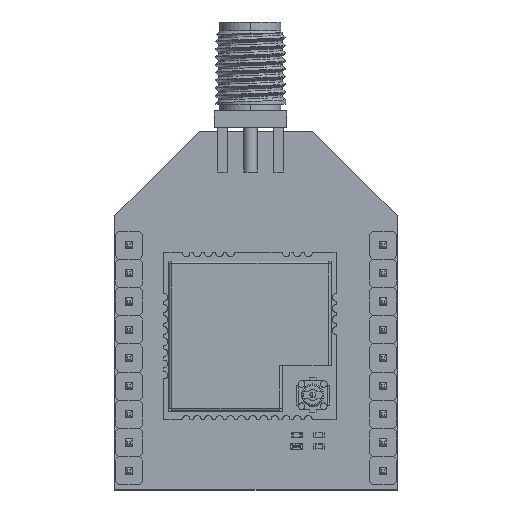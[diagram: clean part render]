
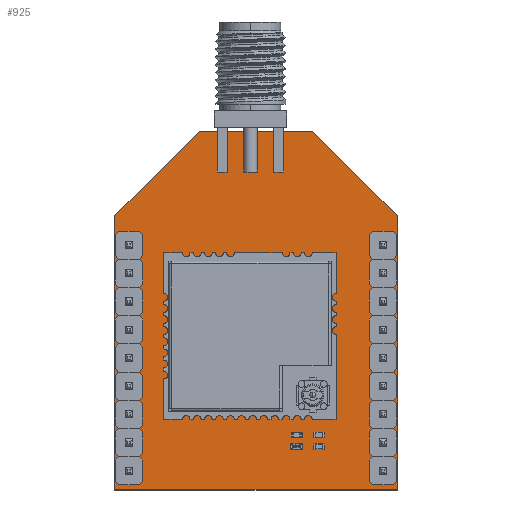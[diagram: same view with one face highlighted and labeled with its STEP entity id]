
A CAD part, top view. The second image highlights one B-rep face of the part: STEP entity #925.
In plain terms, the highlighted planar face has unit normal (0, 0, 1).
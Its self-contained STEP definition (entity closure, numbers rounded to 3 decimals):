
#84 = VERTEX_POINT('',#85);
#85 = CARTESIAN_POINT('',(0.,0.,1.22));
#91 = EDGE_CURVE('',#84,#92,#94,.T.);
#92 = VERTEX_POINT('',#93);
#93 = CARTESIAN_POINT('',(0.,24.7,1.22));
#94 = LINE('',#95,#96);
#95 = CARTESIAN_POINT('',(0.,0.,1.22));
#96 = VECTOR('',#97,1.);
#97 = DIRECTION('',(0.,1.,0.));
#122 = EDGE_CURVE('',#92,#123,#125,.T.);
#123 = VERTEX_POINT('',#124);
#124 = CARTESIAN_POINT('',(7.6,32.3,1.22));
#125 = LINE('',#126,#127);
#126 = CARTESIAN_POINT('',(0.,24.7,1.22));
#127 = VECTOR('',#128,1.);
#128 = DIRECTION('',(0.707,0.707,0.));
#153 = EDGE_CURVE('',#123,#154,#156,.T.);
#154 = VERTEX_POINT('',#155);
#155 = CARTESIAN_POINT('',(17.8,32.3,1.22));
#156 = LINE('',#157,#158);
#157 = CARTESIAN_POINT('',(7.6,32.3,1.22));
#158 = VECTOR('',#159,1.);
#159 = DIRECTION('',(1.,0.,0.));
#184 = EDGE_CURVE('',#154,#185,#187,.T.);
#185 = VERTEX_POINT('',#186);
#186 = CARTESIAN_POINT('',(25.4,24.7,1.22));
#187 = LINE('',#188,#189);
#188 = CARTESIAN_POINT('',(17.8,32.3,1.22));
#189 = VECTOR('',#190,1.);
#190 = DIRECTION('',(0.707,-0.707,0.));
#215 = EDGE_CURVE('',#185,#216,#218,.T.);
#216 = VERTEX_POINT('',#217);
#217 = CARTESIAN_POINT('',(25.4,0.,1.22));
#218 = LINE('',#219,#220);
#219 = CARTESIAN_POINT('',(25.4,24.7,1.22));
#220 = VECTOR('',#221,1.);
#221 = DIRECTION('',(0.,-1.,0.));
#246 = EDGE_CURVE('',#216,#84,#247,.T.);
#247 = LINE('',#248,#249);
#248 = CARTESIAN_POINT('',(25.4,0.,1.22));
#249 = VECTOR('',#250,1.);
#250 = DIRECTION('',(-1.,0.,0.));
#270 = VERTEX_POINT('',#271);
#271 = CARTESIAN_POINT('',(1.855,6.8,1.22));
#277 = EDGE_CURVE('',#270,#270,#278,.T.);
#278 = CIRCLE('',#279,0.585);
#279 = AXIS2_PLACEMENT_3D('',#280,#281,#282);
#280 = CARTESIAN_POINT('',(1.27,6.8,1.22));
#281 = DIRECTION('',(0.,0.,1.));
#282 = DIRECTION('',(1.,0.,0.));
#303 = VERTEX_POINT('',#304);
#304 = CARTESIAN_POINT('',(1.855,9.34,1.22));
#310 = EDGE_CURVE('',#303,#303,#311,.T.);
#311 = CIRCLE('',#312,0.585);
#312 = AXIS2_PLACEMENT_3D('',#313,#314,#315);
#313 = CARTESIAN_POINT('',(1.27,9.34,1.22));
#314 = DIRECTION('',(0.,0.,1.));
#315 = DIRECTION('',(1.,0.,0.));
#336 = VERTEX_POINT('',#337);
#337 = CARTESIAN_POINT('',(1.855,1.72,1.22));
#343 = EDGE_CURVE('',#336,#336,#344,.T.);
#344 = CIRCLE('',#345,0.585);
#345 = AXIS2_PLACEMENT_3D('',#346,#347,#348);
#346 = CARTESIAN_POINT('',(1.27,1.72,1.22));
#347 = DIRECTION('',(0.,0.,1.));
#348 = DIRECTION('',(1.,0.,0.));
#369 = VERTEX_POINT('',#370);
#370 = CARTESIAN_POINT('',(1.855,4.26,1.22));
#376 = EDGE_CURVE('',#369,#369,#377,.T.);
#377 = CIRCLE('',#378,0.585);
#378 = AXIS2_PLACEMENT_3D('',#379,#380,#381);
#379 = CARTESIAN_POINT('',(1.27,4.26,1.22));
#380 = DIRECTION('',(0.,0.,1.));
#381 = DIRECTION('',(1.,0.,0.));
#402 = VERTEX_POINT('',#403);
#403 = CARTESIAN_POINT('',(1.855,19.5,1.22));
#409 = EDGE_CURVE('',#402,#402,#410,.T.);
#410 = CIRCLE('',#411,0.585);
#411 = AXIS2_PLACEMENT_3D('',#412,#413,#414);
#412 = CARTESIAN_POINT('',(1.27,19.5,1.22));
#413 = DIRECTION('',(0.,0.,1.));
#414 = DIRECTION('',(1.,0.,0.));
#435 = VERTEX_POINT('',#436);
#436 = CARTESIAN_POINT('',(1.855,22.04,1.22));
#442 = EDGE_CURVE('',#435,#435,#443,.T.);
#443 = CIRCLE('',#444,0.585);
#444 = AXIS2_PLACEMENT_3D('',#445,#446,#447);
#445 = CARTESIAN_POINT('',(1.27,22.04,1.22));
#446 = DIRECTION('',(0.,0.,1.));
#447 = DIRECTION('',(1.,0.,0.));
#468 = VERTEX_POINT('',#469);
#469 = CARTESIAN_POINT('',(1.855,11.88,1.22));
#475 = EDGE_CURVE('',#468,#468,#476,.T.);
#476 = CIRCLE('',#477,0.585);
#477 = AXIS2_PLACEMENT_3D('',#478,#479,#480);
#478 = CARTESIAN_POINT('',(1.27,11.88,1.22));
#479 = DIRECTION('',(0.,0.,1.));
#480 = DIRECTION('',(1.,0.,0.));
#501 = VERTEX_POINT('',#502);
#502 = CARTESIAN_POINT('',(1.855,16.96,1.22));
#508 = EDGE_CURVE('',#501,#501,#509,.T.);
#509 = CIRCLE('',#510,0.585);
#510 = AXIS2_PLACEMENT_3D('',#511,#512,#513);
#511 = CARTESIAN_POINT('',(1.27,16.96,1.22));
#512 = DIRECTION('',(0.,0.,1.));
#513 = DIRECTION('',(1.,0.,0.));
#534 = VERTEX_POINT('',#535);
#535 = CARTESIAN_POINT('',(1.855,14.42,1.22));
#541 = EDGE_CURVE('',#534,#534,#542,.T.);
#542 = CIRCLE('',#543,0.585);
#543 = AXIS2_PLACEMENT_3D('',#544,#545,#546);
#544 = CARTESIAN_POINT('',(1.27,14.42,1.22));
#545 = DIRECTION('',(0.,0.,1.));
#546 = DIRECTION('',(1.,0.,0.));
#567 = VERTEX_POINT('',#568);
#568 = CARTESIAN_POINT('',(24.715,6.8,1.22));
#574 = EDGE_CURVE('',#567,#567,#575,.T.);
#575 = CIRCLE('',#576,0.585);
#576 = AXIS2_PLACEMENT_3D('',#577,#578,#579);
#577 = CARTESIAN_POINT('',(24.13,6.8,1.22));
#578 = DIRECTION('',(0.,0.,1.));
#579 = DIRECTION('',(1.,0.,0.));
#600 = VERTEX_POINT('',#601);
#601 = CARTESIAN_POINT('',(24.715,9.34,1.22));
#607 = EDGE_CURVE('',#600,#600,#608,.T.);
#608 = CIRCLE('',#609,0.585);
#609 = AXIS2_PLACEMENT_3D('',#610,#611,#612);
#610 = CARTESIAN_POINT('',(24.13,9.34,1.22));
#611 = DIRECTION('',(0.,0.,1.));
#612 = DIRECTION('',(1.,0.,0.));
#633 = VERTEX_POINT('',#634);
#634 = CARTESIAN_POINT('',(24.715,1.72,1.22));
#640 = EDGE_CURVE('',#633,#633,#641,.T.);
#641 = CIRCLE('',#642,0.585);
#642 = AXIS2_PLACEMENT_3D('',#643,#644,#645);
#643 = CARTESIAN_POINT('',(24.13,1.72,1.22));
#644 = DIRECTION('',(0.,0.,1.));
#645 = DIRECTION('',(1.,0.,0.));
#666 = VERTEX_POINT('',#667);
#667 = CARTESIAN_POINT('',(24.715,4.26,1.22));
#673 = EDGE_CURVE('',#666,#666,#674,.T.);
#674 = CIRCLE('',#675,0.585);
#675 = AXIS2_PLACEMENT_3D('',#676,#677,#678);
#676 = CARTESIAN_POINT('',(24.13,4.26,1.22));
#677 = DIRECTION('',(0.,0.,1.));
#678 = DIRECTION('',(1.,0.,0.));
#699 = VERTEX_POINT('',#700);
#700 = CARTESIAN_POINT('',(24.715,19.5,1.22));
#706 = EDGE_CURVE('',#699,#699,#707,.T.);
#707 = CIRCLE('',#708,0.585);
#708 = AXIS2_PLACEMENT_3D('',#709,#710,#711);
#709 = CARTESIAN_POINT('',(24.13,19.5,1.22));
#710 = DIRECTION('',(0.,0.,1.));
#711 = DIRECTION('',(1.,0.,0.));
#732 = VERTEX_POINT('',#733);
#733 = CARTESIAN_POINT('',(24.715,22.04,1.22));
#739 = EDGE_CURVE('',#732,#732,#740,.T.);
#740 = CIRCLE('',#741,0.585);
#741 = AXIS2_PLACEMENT_3D('',#742,#743,#744);
#742 = CARTESIAN_POINT('',(24.13,22.04,1.22));
#743 = DIRECTION('',(0.,0.,1.));
#744 = DIRECTION('',(1.,0.,0.));
#765 = VERTEX_POINT('',#766);
#766 = CARTESIAN_POINT('',(24.715,11.88,1.22));
#772 = EDGE_CURVE('',#765,#765,#773,.T.);
#773 = CIRCLE('',#774,0.585);
#774 = AXIS2_PLACEMENT_3D('',#775,#776,#777);
#775 = CARTESIAN_POINT('',(24.13,11.88,1.22));
#776 = DIRECTION('',(0.,0.,1.));
#777 = DIRECTION('',(1.,0.,0.));
#798 = VERTEX_POINT('',#799);
#799 = CARTESIAN_POINT('',(24.715,16.96,1.22));
#805 = EDGE_CURVE('',#798,#798,#806,.T.);
#806 = CIRCLE('',#807,0.585);
#807 = AXIS2_PLACEMENT_3D('',#808,#809,#810);
#808 = CARTESIAN_POINT('',(24.13,16.96,1.22));
#809 = DIRECTION('',(0.,0.,1.));
#810 = DIRECTION('',(1.,0.,0.));
#831 = VERTEX_POINT('',#832);
#832 = CARTESIAN_POINT('',(24.715,14.42,1.22));
#838 = EDGE_CURVE('',#831,#831,#839,.T.);
#839 = CIRCLE('',#840,0.585);
#840 = AXIS2_PLACEMENT_3D('',#841,#842,#843);
#841 = CARTESIAN_POINT('',(24.13,14.42,1.22));
#842 = DIRECTION('',(0.,0.,1.));
#843 = DIRECTION('',(1.,0.,0.));
#925 = ADVANCED_FACE('',(#926,#934,#937,#940,#943,#946,#949,#952,#955,
    #958,#961,#964,#967,#970,#973,#976,#979,#982,#985),#988,.T.);
#926 = FACE_BOUND('',#927,.F.);
#927 = EDGE_LOOP('',(#928,#929,#930,#931,#932,#933));
#928 = ORIENTED_EDGE('',*,*,#91,.T.);
#929 = ORIENTED_EDGE('',*,*,#122,.T.);
#930 = ORIENTED_EDGE('',*,*,#153,.T.);
#931 = ORIENTED_EDGE('',*,*,#184,.T.);
#932 = ORIENTED_EDGE('',*,*,#215,.T.);
#933 = ORIENTED_EDGE('',*,*,#246,.T.);
#934 = FACE_BOUND('',#935,.T.);
#935 = EDGE_LOOP('',(#936));
#936 = ORIENTED_EDGE('',*,*,#277,.F.);
#937 = FACE_BOUND('',#938,.T.);
#938 = EDGE_LOOP('',(#939));
#939 = ORIENTED_EDGE('',*,*,#310,.F.);
#940 = FACE_BOUND('',#941,.T.);
#941 = EDGE_LOOP('',(#942));
#942 = ORIENTED_EDGE('',*,*,#343,.F.);
#943 = FACE_BOUND('',#944,.T.);
#944 = EDGE_LOOP('',(#945));
#945 = ORIENTED_EDGE('',*,*,#376,.F.);
#946 = FACE_BOUND('',#947,.T.);
#947 = EDGE_LOOP('',(#948));
#948 = ORIENTED_EDGE('',*,*,#409,.F.);
#949 = FACE_BOUND('',#950,.T.);
#950 = EDGE_LOOP('',(#951));
#951 = ORIENTED_EDGE('',*,*,#442,.F.);
#952 = FACE_BOUND('',#953,.T.);
#953 = EDGE_LOOP('',(#954));
#954 = ORIENTED_EDGE('',*,*,#475,.F.);
#955 = FACE_BOUND('',#956,.T.);
#956 = EDGE_LOOP('',(#957));
#957 = ORIENTED_EDGE('',*,*,#508,.F.);
#958 = FACE_BOUND('',#959,.T.);
#959 = EDGE_LOOP('',(#960));
#960 = ORIENTED_EDGE('',*,*,#541,.F.);
#961 = FACE_BOUND('',#962,.T.);
#962 = EDGE_LOOP('',(#963));
#963 = ORIENTED_EDGE('',*,*,#574,.F.);
#964 = FACE_BOUND('',#965,.T.);
#965 = EDGE_LOOP('',(#966));
#966 = ORIENTED_EDGE('',*,*,#607,.F.);
#967 = FACE_BOUND('',#968,.T.);
#968 = EDGE_LOOP('',(#969));
#969 = ORIENTED_EDGE('',*,*,#640,.F.);
#970 = FACE_BOUND('',#971,.T.);
#971 = EDGE_LOOP('',(#972));
#972 = ORIENTED_EDGE('',*,*,#673,.F.);
#973 = FACE_BOUND('',#974,.T.);
#974 = EDGE_LOOP('',(#975));
#975 = ORIENTED_EDGE('',*,*,#706,.F.);
#976 = FACE_BOUND('',#977,.T.);
#977 = EDGE_LOOP('',(#978));
#978 = ORIENTED_EDGE('',*,*,#739,.F.);
#979 = FACE_BOUND('',#980,.T.);
#980 = EDGE_LOOP('',(#981));
#981 = ORIENTED_EDGE('',*,*,#772,.F.);
#982 = FACE_BOUND('',#983,.T.);
#983 = EDGE_LOOP('',(#984));
#984 = ORIENTED_EDGE('',*,*,#805,.F.);
#985 = FACE_BOUND('',#986,.T.);
#986 = EDGE_LOOP('',(#987));
#987 = ORIENTED_EDGE('',*,*,#838,.F.);
#988 = PLANE('',#989);
#989 = AXIS2_PLACEMENT_3D('',#990,#991,#992);
#990 = CARTESIAN_POINT('',(0.,0.,1.22));
#991 = DIRECTION('',(0.,0.,1.));
#992 = DIRECTION('',(1.,0.,0.));
